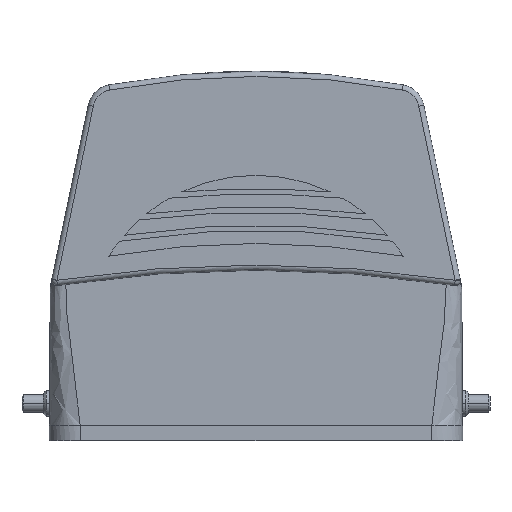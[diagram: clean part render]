
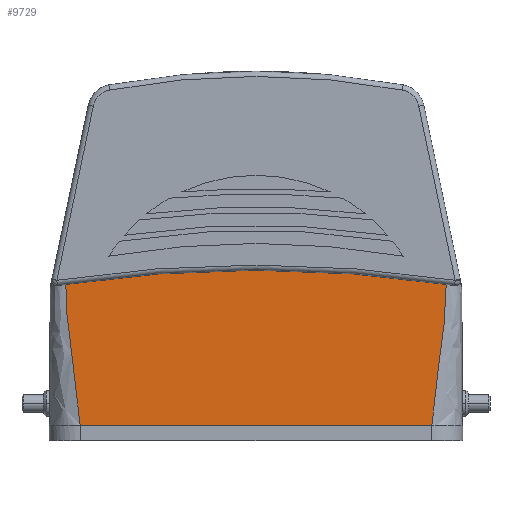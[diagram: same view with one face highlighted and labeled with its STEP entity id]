
A CAD part, top view. The second image highlights one B-rep face of the part: STEP entity #9729.
In plain terms, the highlighted planar face has unit normal (0, 0, 1).
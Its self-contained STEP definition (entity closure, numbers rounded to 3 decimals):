
#131 = EDGE_CURVE ( 'NONE', #1365, #5420, #381, .T. ) ;
#152 = CIRCLE ( 'NONE', #7914, 250. ) ;
#282 = DIRECTION ( 'NONE',  ( 0., 0., 1. ) ) ;
#288 = CARTESIAN_POINT ( 'NONE',  ( 0., 2.95, 14.89 ) ) ;
#381 = B_SPLINE_CURVE_WITH_KNOTS ( 'NONE', 3,
 ( #2219, #2391, #2284, #2168, #9143, #2051, #1998 ),
 .UNSPECIFIED., .F., .F.,
 ( 4, 3, 4 ),
 ( -0.247, -0.247, -0.22 ),
 .UNSPECIFIED. ) ;
#510 = CARTESIAN_POINT ( 'NONE',  ( -36.572, 30.041, 14.89 ) ) ;
#630 = CARTESIAN_POINT ( 'NONE',  ( 36.575, 29.56, 14.89 ) ) ;
#1114 = DIRECTION ( 'NONE',  ( -1., 0., 0. ) ) ;
#1175 = EDGE_LOOP ( 'NONE', ( #8367, #9192, #1964, #5212 ) ) ;
#1300 = VECTOR ( 'NONE', #1114, 1000. ) ;
#1365 = VERTEX_POINT ( 'NONE', #510 ) ;
#1452 = CARTESIAN_POINT ( 'NONE',  ( 36.573, 29.881, 14.89 ) ) ;
#1964 = ORIENTED_EDGE ( 'NONE', *, *, #5600, .T. ) ;
#1998 = CARTESIAN_POINT ( 'NONE',  ( -33.818, 2.95, 14.89 ) ) ;
#2051 = CARTESIAN_POINT ( 'NONE',  ( -34.255, 11.817, 14.89 ) ) ;
#2168 = CARTESIAN_POINT ( 'NONE',  ( -36.575, 29.56, 14.89 ) ) ;
#2219 = CARTESIAN_POINT ( 'NONE',  ( -36.572, 30.041, 14.89 ) ) ;
#2284 = CARTESIAN_POINT ( 'NONE',  ( -36.574, 29.721, 14.89 ) ) ;
#2391 = CARTESIAN_POINT ( 'NONE',  ( -36.573, 29.881, 14.89 ) ) ;
#2664 = EDGE_CURVE ( 'NONE', #7020, #7641, #10089, .T. ) ;
#2731 = CARTESIAN_POINT ( 'NONE',  ( -33.818, 2.95, 14.89 ) ) ;
#3336 = AXIS2_PLACEMENT_3D ( 'NONE', #3764, #9358, #4596 ) ;
#3731 = LINE ( 'NONE', #288, #1300 ) ;
#3764 = CARTESIAN_POINT ( 'NONE',  ( 0., -217.27, 14.89 ) ) ;
#4062 = CARTESIAN_POINT ( 'NONE',  ( 33.818, 2.95, 14.89 ) ) ;
#4596 = DIRECTION ( 'NONE',  ( -1., 0., 0. ) ) ;
#5190 = CARTESIAN_POINT ( 'NONE',  ( 0., -217.27, 14.89 ) ) ;
#5212 = ORIENTED_EDGE ( 'NONE', *, *, #131, .T. ) ;
#5420 = VERTEX_POINT ( 'NONE', #2731 ) ;
#5522 = CARTESIAN_POINT ( 'NONE',  ( 36.627, 20.696, 14.89 ) ) ;
#5600 = EDGE_CURVE ( 'NONE', #7641, #1365, #152, .T. ) ;
#6004 = DIRECTION ( 'NONE',  ( -1., 0., 0. ) ) ;
#6364 = CARTESIAN_POINT ( 'NONE',  ( 36.574, 29.721, 14.89 ) ) ;
#6650 = EDGE_CURVE ( 'NONE', #7020, #5420, #3731, .T. ) ;
#7020 = VERTEX_POINT ( 'NONE', #4062 ) ;
#7192 = CARTESIAN_POINT ( 'NONE',  ( 36.572, 30.041, 14.89 ) ) ;
#7641 = VERTEX_POINT ( 'NONE', #8841 ) ;
#7914 = AXIS2_PLACEMENT_3D ( 'NONE', #5190, #282, #6004 ) ;
#8367 = ORIENTED_EDGE ( 'NONE', *, *, #6650, .F. ) ;
#8580 = PLANE ( 'NONE',  #3336 ) ;
#8841 = CARTESIAN_POINT ( 'NONE',  ( 36.572, 30.041, 14.89 ) ) ;
#9143 = CARTESIAN_POINT ( 'NONE',  ( -36.627, 20.696, 14.89 ) ) ;
#9192 = ORIENTED_EDGE ( 'NONE', *, *, #2664, .T. ) ;
#9358 = DIRECTION ( 'NONE',  ( 0., 0., -1. ) ) ;
#9481 = CARTESIAN_POINT ( 'NONE',  ( 33.818, 2.95, 14.89 ) ) ;
#9675 = FACE_OUTER_BOUND ( 'NONE', #1175, .T. ) ;
#9729 = ADVANCED_FACE ( 'NONE', ( #9675 ), #8580, .F. ) ;
#10089 = B_SPLINE_CURVE_WITH_KNOTS ( 'NONE', 3,
 ( #9481, #10231, #5522, #630, #6364, #1452, #7192 ),
 .UNSPECIFIED., .F., .F.,
 ( 4, 3, 4 ),
 ( 0.22, 0.247, 0.247 ),
 .UNSPECIFIED. ) ;
#10231 = CARTESIAN_POINT ( 'NONE',  ( 34.255, 11.817, 14.89 ) ) ;
